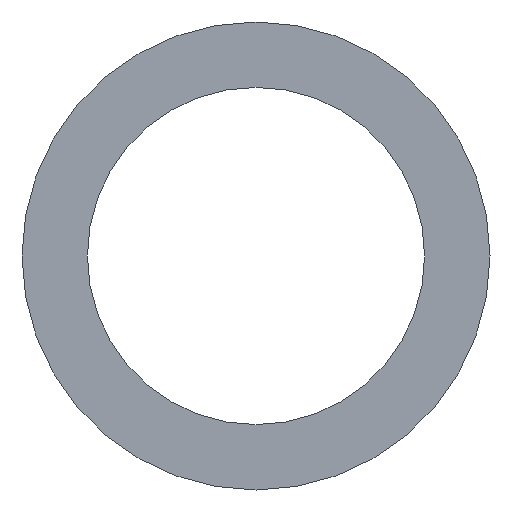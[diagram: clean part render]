
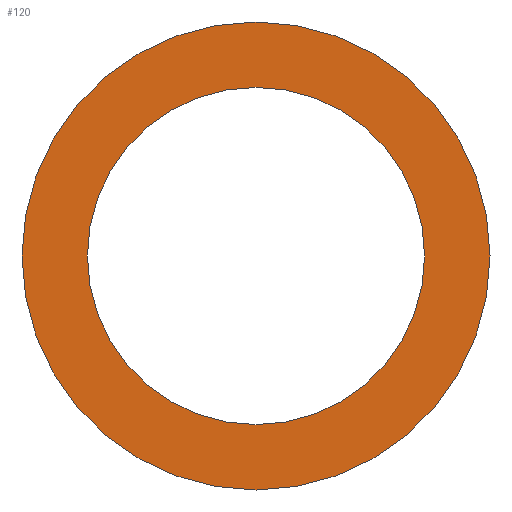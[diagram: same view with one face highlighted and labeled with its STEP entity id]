
A CAD part, left-side view. The second image highlights one B-rep face of the part: STEP entity #120.
In plain terms, the highlighted planar face has unit normal (-1, 0, 0).
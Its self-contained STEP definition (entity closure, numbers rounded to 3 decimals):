
#72 = EDGE_CURVE( '', #158, #166, #184, .T. );
#92 = EDGE_CURVE( '', #96, #112, #204, .T. );
#96 = VERTEX_POINT( '', #208 );
#112 = VERTEX_POINT( '', #227 );
#120 = ADVANCED_FACE( '', ( #237, #238 ), #239, .T. );
#128 = EDGE_CURVE( '', #112, #96, #247, .T. );
#158 = VERTEX_POINT( '', #283 );
#160 = EDGE_CURVE( '', #166, #158, #285, .T. );
#166 = VERTEX_POINT( '', #292 );
#184 = CIRCLE( '', #301, 246.8 );
#204 = CIRCLE( '', #327, 342.5 );
#208 = CARTESIAN_POINT( '', ( -120., -342.5, 0. ) );
#227 = CARTESIAN_POINT( '', ( -120., 342.5, 0. ) );
#237 = FACE_BOUND( '', #366, .T. );
#238 = FACE_OUTER_BOUND( '', #367, .T. );
#239 = PLANE( '', #368 );
#247 = CIRCLE( '', #381, 342.5 );
#283 = CARTESIAN_POINT( '', ( -120., 246.8, 0. ) );
#285 = CIRCLE( '', #430, 246.8 );
#292 = CARTESIAN_POINT( '', ( -120., -246.8, 0. ) );
#301 = AXIS2_PLACEMENT_3D( '', #439, #440, #441 );
#327 = AXIS2_PLACEMENT_3D( '', #456, #457, #458 );
#366 = EDGE_LOOP( '', ( #505, #506 ) );
#367 = EDGE_LOOP( '', ( #507, #508 ) );
#368 = AXIS2_PLACEMENT_3D( '', #509, #510, #511 );
#381 = AXIS2_PLACEMENT_3D( '', #514, #515, #516 );
#430 = AXIS2_PLACEMENT_3D( '', #567, #568, #569 );
#439 = CARTESIAN_POINT( '', ( -120., 0., 0. ) );
#440 = DIRECTION( '', ( -1., 0., 0. ) );
#441 = DIRECTION( '', ( 0., 1., 0. ) );
#456 = CARTESIAN_POINT( '', ( -120., 0., 0. ) );
#457 = DIRECTION( '', ( -1., 0., 0. ) );
#458 = DIRECTION( '', ( 0., 1., 0. ) );
#505 = ORIENTED_EDGE( '', *, *, #72, .F. );
#506 = ORIENTED_EDGE( '', *, *, #160, .F. );
#507 = ORIENTED_EDGE( '', *, *, #128, .T. );
#508 = ORIENTED_EDGE( '', *, *, #92, .T. );
#509 = CARTESIAN_POINT( '', ( -120., 294.65, 0. ) );
#510 = DIRECTION( '', ( -1., 0., 0. ) );
#511 = DIRECTION( '', ( 0., 1., 0. ) );
#514 = CARTESIAN_POINT( '', ( -120., 0., 0. ) );
#515 = DIRECTION( '', ( -1., 0., 0. ) );
#516 = DIRECTION( '', ( 0., 1., 0. ) );
#567 = CARTESIAN_POINT( '', ( -120., 0., 0. ) );
#568 = DIRECTION( '', ( -1., 0., 0. ) );
#569 = DIRECTION( '', ( 0., 1., 0. ) );
